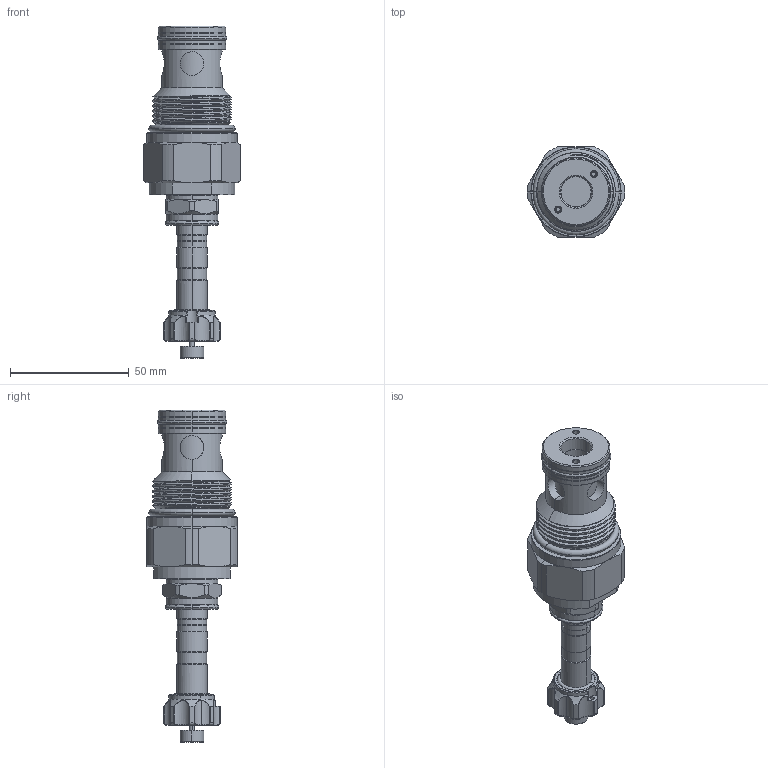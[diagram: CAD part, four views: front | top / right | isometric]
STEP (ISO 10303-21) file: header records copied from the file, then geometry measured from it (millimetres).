
FILE_DESCRIPTION (( 'STEP AP203' ), '1' );
FILE_NAME ('EP16W2A02P95.STEP', '2021-06-02T06:08:01', ( '' ), ( '' ), 'SwSTEP 2.0', 'SolidWorks 2018', '' );
FILE_SCHEMA (( 'CONFIG_CONTROL_DESIGN' ));
Length unit declared in the file: millimetre
Products named in the file (1): EP16W2A02P95
Bounding box: 41.1 x 38 x 139.75 mm (x, y, z)
Volume: 71878.9 mm3; surface area: 18700.1 mm2
Topology: 6 solids, 7 shells, 358 faces, 820 edges, 491 vertices
Faces by surface type: cylinder 152, cone 65, torus 57, plane 45, bspline 39
Entity records: 15555 total; most frequent: CARTESIAN_POINT 7685, DIRECTION 1653, ORIENTED_EDGE 1636, EDGE_CURVE 818, AXIS2_PLACEMENT_3D 716, VERTEX_POINT 491, CIRCLE 396, EDGE_LOOP 387
